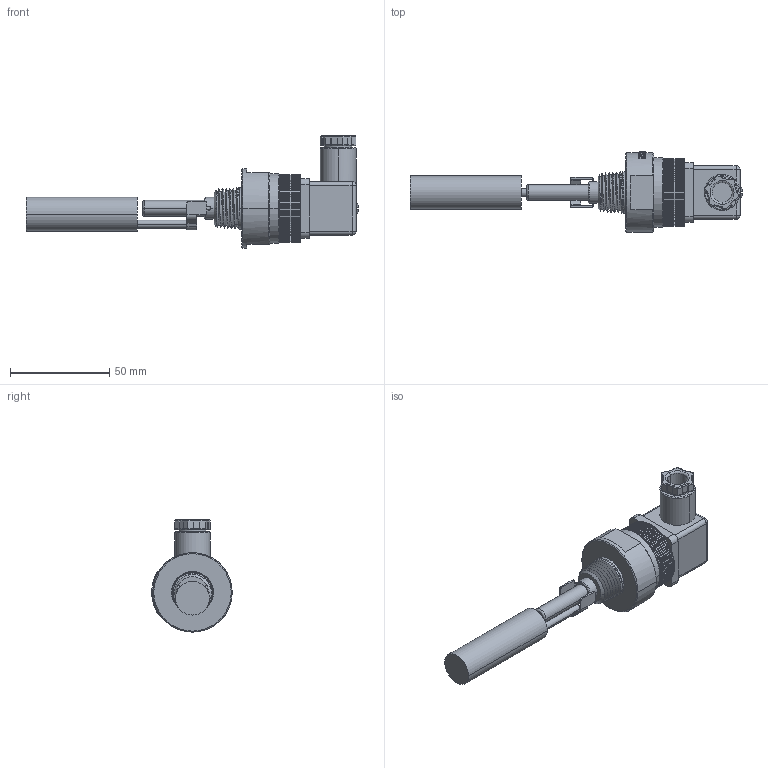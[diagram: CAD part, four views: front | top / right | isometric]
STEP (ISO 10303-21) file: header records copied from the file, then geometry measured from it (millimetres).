
FILE_DESCRIPTION (( 'STEP AP214' ), '1' );
FILE_NAME ('LC120-C-3D.STEP', '2021-10-29T02:40:26', ( '' ), ( '' ), 'SwSTEP 2.0', 'SolidWorks 2018', '' );
FILE_SCHEMA (( 'AUTOMOTIVE_DESIGN' ));
Length unit declared in the file: millimetre
Products named in the file (10): FXHSM-ARB02-2PE3PE-20210410_ASM.stp; 17X55-FQ_ASM.stp; FX-HSM-20210420.stp; 04.stp; 17X55.stp; LC120-C-3D.stp; LC120C-R12M-3D.stp; ARB02-2PE3PE.stp; LC120-C-3D; 8X1MM-41.stp
Assembly tree (9 placements, depth 4):
  LC120-C-3D
    LC120-C-3D.stp
      FXHSM-ARB02-2PE3PE-20210410_ASM.stp
        FX-HSM-20210420.stp
        ARB02-2PE3PE.stp
      17X55-FQ_ASM.stp
        17X55.stp
        04.stp
      LC120C-R12M-3D.stp
      8X1MM-41.stp
Bounding box: 167.2 x 40.5 x 56.5 mm (x, y, z)
Volume: 65704.4 mm3; surface area: 27092.2 mm2
Topology: 5 solids, 8 shells, 975 faces, 2631 edges, 1698 vertices
Faces by surface type: plane 563, cylinder 347, bspline 30, cone 23, torus 8, sphere 4
Entity records: 34666 total; most frequent: CARTESIAN_POINT 9783, ORIENTED_EDGE 5250, DIRECTION 4989, EDGE_CURVE 2627, VECTOR 1745, LINE 1745, VERTEX_POINT 1698, AXIS2_PLACEMENT_3D 1622
